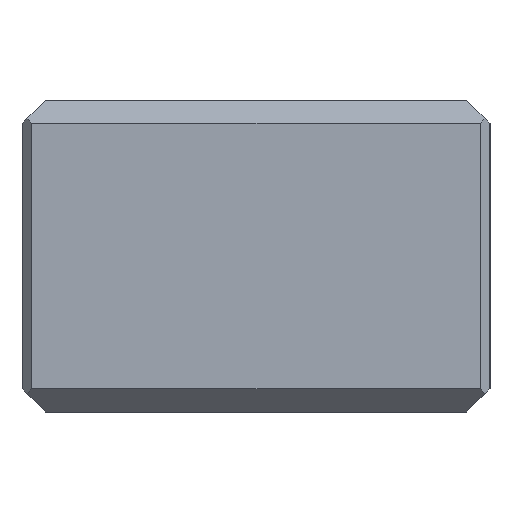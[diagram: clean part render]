
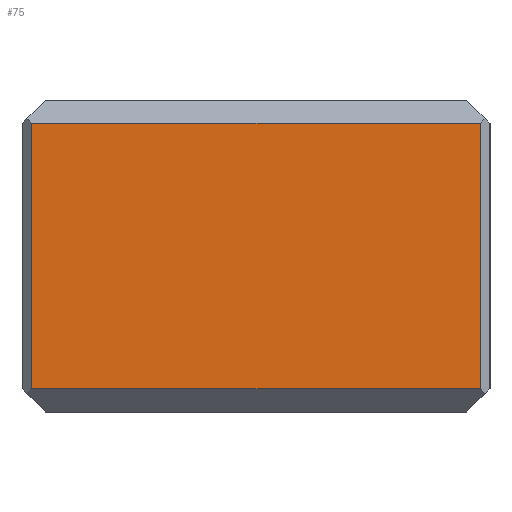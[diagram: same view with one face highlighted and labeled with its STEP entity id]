
A CAD part, left-side view. The second image highlights one B-rep face of the part: STEP entity #75.
In plain terms, the highlighted planar face has unit normal (-1, 0, 0).
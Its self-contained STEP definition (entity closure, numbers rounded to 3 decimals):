
#75 = ADVANCED_FACE( '', ( #99 ), #100, .F. );
#99 = FACE_OUTER_BOUND( '', #152, .T. );
#100 = PLANE( '', #153 );
#152 = EDGE_LOOP( '', ( #205, #206, #207, #208 ) );
#153 = AXIS2_PLACEMENT_3D( '', #209, #210, #211 );
#205 = ORIENTED_EDGE( '', *, *, #382, .T. );
#206 = ORIENTED_EDGE( '', *, *, #383, .T. );
#207 = ORIENTED_EDGE( '', *, *, #384, .T. );
#208 = ORIENTED_EDGE( '', *, *, #385, .T. );
#209 = CARTESIAN_POINT( '', ( -10., 6., 8. ) );
#210 = DIRECTION( '', ( 1., 0., 0. ) );
#211 = DIRECTION( '', ( 0., 1., 0. ) );
#382 = EDGE_CURVE( '', #436, #437, #438, .T. );
#383 = EDGE_CURVE( '', #437, #439, #440, .T. );
#384 = EDGE_CURVE( '', #439, #441, #442, .T. );
#385 = EDGE_CURVE( '', #441, #436, #443, .T. );
#436 = VERTEX_POINT( '', #528 );
#437 = VERTEX_POINT( '', #529 );
#438 = LINE( '', #530, #531 );
#439 = VERTEX_POINT( '', #532 );
#440 = LINE( '', #533, #534 );
#441 = VERTEX_POINT( '', #535 );
#442 = LINE( '', #536, #537 );
#443 = LINE( '', #538, #539 );
#528 = CARTESIAN_POINT( '', ( -10., 5.75, 7.4 ) );
#529 = CARTESIAN_POINT( '', ( -10., 5.75, 0.6 ) );
#530 = CARTESIAN_POINT( '', ( -10., 5.75, 8. ) );
#531 = VECTOR( '', #668, 1000. );
#532 = CARTESIAN_POINT( '', ( -10., -5.75, 0.6 ) );
#533 = CARTESIAN_POINT( '', ( -10., 6., 0.6 ) );
#534 = VECTOR( '', #669, 1000. );
#535 = CARTESIAN_POINT( '', ( -10., -5.75, 7.4 ) );
#536 = CARTESIAN_POINT( '', ( -10., -5.75, 8. ) );
#537 = VECTOR( '', #670, 1000. );
#538 = CARTESIAN_POINT( '', ( -10., 5.75, 7.4 ) );
#539 = VECTOR( '', #671, 1000. );
#668 = DIRECTION( '', ( 0., 0., -1. ) );
#669 = DIRECTION( '', ( 0., -1., 0. ) );
#670 = DIRECTION( '', ( 0., 0., 1. ) );
#671 = DIRECTION( '', ( 0., 1., 0. ) );
